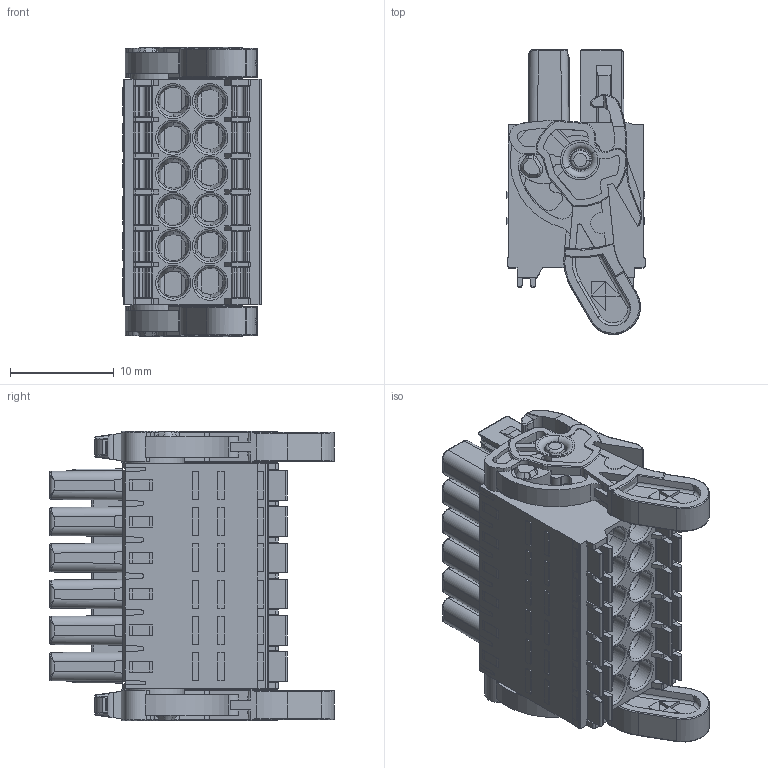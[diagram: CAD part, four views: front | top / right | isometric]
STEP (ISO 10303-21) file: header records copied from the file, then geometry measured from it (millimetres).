
FILE_DESCRIPTION((''),'2;1');
FILE_NAME('TLPSDL-010-1','2024-09-25T16:38:56',('sheji109'),(''),'CREO PARAMETRIC BY PTC INC, 2018100','CREO PARAMETRIC BY PTC INC, 2018100','');
FILE_SCHEMA(('CONFIG_CONTROL_DESIGN'));
Products named in the file (1): TLPSDL-010-1
Bounding box: 13.34 x 27.5 x 27.9 mm (x, y, z)
Volume: 5296.2 mm3; surface area: 4805 mm2
Topology: 1 solids, 1 shells, 2417 faces, 6574 edges, 4245 vertices
Faces by surface type: plane 1346, cylinder 641, torus 192, bspline 136, cone 96, sphere 6
Entity records: 82778 total; most frequent: CARTESIAN_POINT 22413, ORIENTED_EDGE 13140, DIRECTION 11993, EDGE_CURVE 6570, VERTEX_POINT 4245, VECTOR 4049, LINE 4049, AXIS2_PLACEMENT_3D 3972
